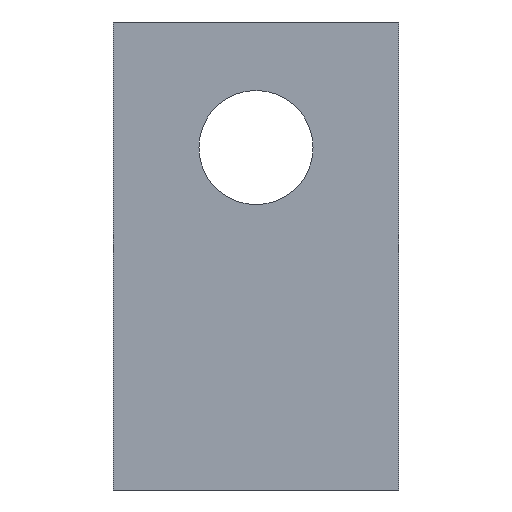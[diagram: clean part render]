
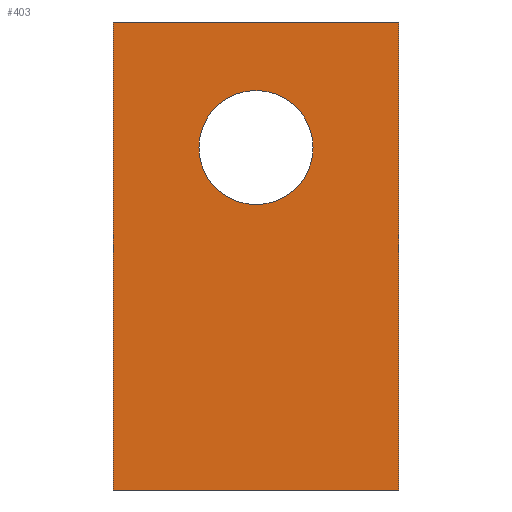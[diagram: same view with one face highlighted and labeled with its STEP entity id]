
A CAD part, left-side view. The second image highlights one B-rep face of the part: STEP entity #403.
In plain terms, the highlighted planar face has unit normal (-1, 0, 0).
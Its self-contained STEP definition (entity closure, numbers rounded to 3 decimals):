
#3 = DIRECTION ( 'NONE',  ( 1., 0., 0. ) ) ;
#19 = VERTEX_POINT ( 'NONE', #274 ) ;
#20 = VERTEX_POINT ( 'NONE', #323 ) ;
#32 = VECTOR ( 'NONE', #184, 1000. ) ;
#34 = ORIENTED_EDGE ( 'NONE', *, *, #449, .F. ) ;
#39 = LINE ( 'NONE', #383, #210 ) ;
#52 = CARTESIAN_POINT ( 'NONE',  ( 1.488, 2.5, 4. ) ) ;
#66 = LINE ( 'NONE', #408, #161 ) ;
#73 = DIRECTION ( 'NONE',  ( 0., 0., -1. ) ) ;
#79 = ORIENTED_EDGE ( 'NONE', *, *, #458, .T. ) ;
#80 = VERTEX_POINT ( 'NONE', #119 ) ;
#95 = PLANE ( 'NONE',  #530 ) ;
#110 = DIRECTION ( 'NONE',  ( 0., 1., 0. ) ) ;
#119 = CARTESIAN_POINT ( 'NONE',  ( 1.488, 5., 6.2 ) ) ;
#133 = ORIENTED_EDGE ( 'NONE', *, *, #561, .T. ) ;
#135 = VECTOR ( 'NONE', #335, 1000. ) ;
#143 = CARTESIAN_POINT ( 'NONE',  ( 1.488, 0., -2. ) ) ;
#152 = ORIENTED_EDGE ( 'NONE', *, *, #522, .T. ) ;
#161 = VECTOR ( 'NONE', #110, 1000. ) ;
#168 = DIRECTION ( 'NONE',  ( 0., 0., -1. ) ) ;
#173 = CIRCLE ( 'NONE', #370, 1. ) ;
#176 = VERTEX_POINT ( 'NONE', #217 ) ;
#184 = DIRECTION ( 'NONE',  ( 0., 0., -1. ) ) ;
#205 = CARTESIAN_POINT ( 'NONE',  ( 1.488, 2.5, 4. ) ) ;
#210 = VECTOR ( 'NONE', #168, 1000. ) ;
#212 = EDGE_LOOP ( 'NONE', ( #133, #517 ) ) ;
#216 = LINE ( 'NONE', #508, #32 ) ;
#217 = CARTESIAN_POINT ( 'NONE',  ( 1.488, 2.5, 5. ) ) ;
#239 = LINE ( 'NONE', #289, #135 ) ;
#246 = DIRECTION ( 'NONE',  ( 1., 0., 0. ) ) ;
#264 = DIRECTION ( 'NONE',  ( 0., 0., -1. ) ) ;
#274 = CARTESIAN_POINT ( 'NONE',  ( 1.488, 0., 6.2 ) ) ;
#289 = CARTESIAN_POINT ( 'NONE',  ( 1.488, 5., 6.2 ) ) ;
#305 = AXIS2_PLACEMENT_3D ( 'NONE', #205, #246, #73 ) ;
#314 = EDGE_CURVE ( 'NONE', #19, #578, #216, .T. ) ;
#323 = CARTESIAN_POINT ( 'NONE',  ( 1.488, 2.5, 3. ) ) ;
#335 = DIRECTION ( 'NONE',  ( 0., 1., 0. ) ) ;
#338 = VERTEX_POINT ( 'NONE', #359 ) ;
#359 = CARTESIAN_POINT ( 'NONE',  ( 1.488, 5., -2. ) ) ;
#367 = CIRCLE ( 'NONE', #305, 1. ) ;
#370 = AXIS2_PLACEMENT_3D ( 'NONE', #52, #3, #264 ) ;
#379 = EDGE_LOOP ( 'NONE', ( #79, #34, #421, #152 ) ) ;
#383 = CARTESIAN_POINT ( 'NONE',  ( 1.488, 5., 1.2 ) ) ;
#385 = FACE_OUTER_BOUND ( 'NONE', #379, .T. ) ;
#391 = FACE_BOUND ( 'NONE', #212, .T. ) ;
#400 = DIRECTION ( 'NONE',  ( 1., 0., 0. ) ) ;
#401 = DIRECTION ( 'NONE',  ( 0., 0., -1. ) ) ;
#403 = ADVANCED_FACE ( 'NONE', ( #391, #385 ), #95, .F. ) ;
#408 = CARTESIAN_POINT ( 'NONE',  ( 1.488, 0., -2. ) ) ;
#421 = ORIENTED_EDGE ( 'NONE', *, *, #314, .F. ) ;
#449 = EDGE_CURVE ( 'NONE', #578, #338, #66, .T. ) ;
#458 = EDGE_CURVE ( 'NONE', #80, #338, #39, .T. ) ;
#508 = CARTESIAN_POINT ( 'NONE',  ( 1.488, 0., 1.2 ) ) ;
#517 = ORIENTED_EDGE ( 'NONE', *, *, #520, .T. ) ;
#520 = EDGE_CURVE ( 'NONE', #176, #20, #367, .T. ) ;
#522 = EDGE_CURVE ( 'NONE', #19, #80, #239, .T. ) ;
#530 = AXIS2_PLACEMENT_3D ( 'NONE', #537, #400, #401 ) ;
#537 = CARTESIAN_POINT ( 'NONE',  ( 1.488, 5., 1.2 ) ) ;
#561 = EDGE_CURVE ( 'NONE', #20, #176, #173, .T. ) ;
#578 = VERTEX_POINT ( 'NONE', #143 ) ;
